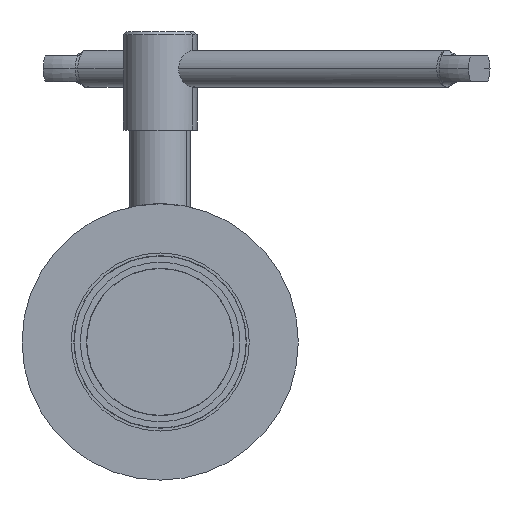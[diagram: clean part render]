
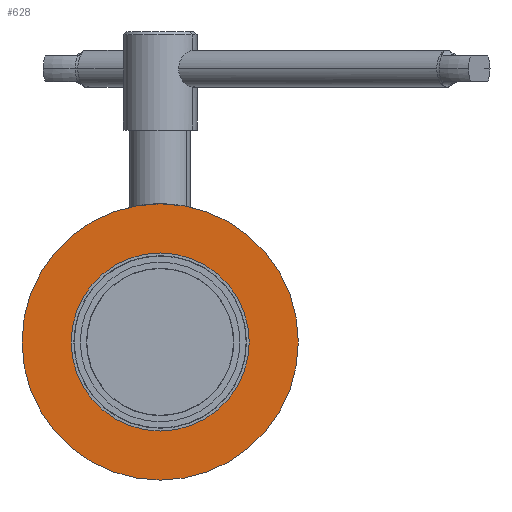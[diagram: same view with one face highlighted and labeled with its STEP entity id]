
A CAD part, front view. The second image highlights one B-rep face of the part: STEP entity #628.
In plain terms, the highlighted planar face has unit normal (0, -1, 0).
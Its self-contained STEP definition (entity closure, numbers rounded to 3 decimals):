
#73 = ORIENTED_EDGE ( 'NONE', *, *, #2371, .F. ) ;
#90 = DIRECTION ( 'NONE',  ( 0., 0., 1. ) ) ;
#327 = CARTESIAN_POINT ( 'NONE',  ( 0., -75., -22.5 ) ) ;
#421 = FACE_OUTER_BOUND ( 'NONE', #1208, .T. ) ;
#423 = AXIS2_PLACEMENT_3D ( 'NONE', #3958, #2388, #90 ) ;
#443 = CARTESIAN_POINT ( 'NONE',  ( 0., -75., 0. ) ) ;
#460 = CARTESIAN_POINT ( 'NONE',  ( 0., -75., -14.5 ) ) ;
#500 = VERTEX_POINT ( 'NONE', #327 ) ;
#519 = ORIENTED_EDGE ( 'NONE', *, *, #3820, .F. ) ;
#628 = ADVANCED_FACE ( 'NONE', ( #2330, #421 ), #786, .F. ) ;
#713 = DIRECTION ( 'NONE',  ( 0., 0., 1. ) ) ;
#786 = PLANE ( 'NONE',  #423 ) ;
#870 = CARTESIAN_POINT ( 'NONE',  ( 0., -75., 0. ) ) ;
#881 = VERTEX_POINT ( 'NONE', #2061 ) ;
#903 = ORIENTED_EDGE ( 'NONE', *, *, #2661, .F. ) ;
#956 = VERTEX_POINT ( 'NONE', #460 ) ;
#1048 = CARTESIAN_POINT ( 'NONE',  ( 0., -75., 0. ) ) ;
#1188 = CIRCLE ( 'NONE', #1331, 14.5 ) ;
#1208 = EDGE_LOOP ( 'NONE', ( #903, #73 ) ) ;
#1331 = AXIS2_PLACEMENT_3D ( 'NONE', #443, #3026, #3692 ) ;
#1482 = ORIENTED_EDGE ( 'NONE', *, *, #1791, .F. ) ;
#1530 = DIRECTION ( 'NONE',  ( 0., 0., 1. ) ) ;
#1554 = AXIS2_PLACEMENT_3D ( 'NONE', #1048, #3292, #713 ) ;
#1748 = CIRCLE ( 'NONE', #1554, 22.5 ) ;
#1791 = EDGE_CURVE ( 'NONE', #881, #956, #1188, .T. ) ;
#2022 = CARTESIAN_POINT ( 'NONE',  ( 0., -75., 0. ) ) ;
#2042 = DIRECTION ( 'NONE',  ( 0., 0., -1. ) ) ;
#2058 = AXIS2_PLACEMENT_3D ( 'NONE', #870, #2215, #1530 ) ;
#2061 = CARTESIAN_POINT ( 'NONE',  ( 0., -75., 14.5 ) ) ;
#2215 = DIRECTION ( 'NONE',  ( 0., 1., 0. ) ) ;
#2329 = DIRECTION ( 'NONE',  ( 0., -1., 0. ) ) ;
#2330 = FACE_BOUND ( 'NONE', #2425, .T. ) ;
#2371 = EDGE_CURVE ( 'NONE', #3796, #500, #1748, .T. ) ;
#2388 = DIRECTION ( 'NONE',  ( 0., 1., 0. ) ) ;
#2393 = CIRCLE ( 'NONE', #2058, 22.5 ) ;
#2417 = CIRCLE ( 'NONE', #3763, 14.5 ) ;
#2425 = EDGE_LOOP ( 'NONE', ( #519, #1482 ) ) ;
#2661 = EDGE_CURVE ( 'NONE', #500, #3796, #2393, .T. ) ;
#2664 = CARTESIAN_POINT ( 'NONE',  ( 0., -75., 22.5 ) ) ;
#3026 = DIRECTION ( 'NONE',  ( 0., -1., 0. ) ) ;
#3292 = DIRECTION ( 'NONE',  ( 0., 1., 0. ) ) ;
#3692 = DIRECTION ( 'NONE',  ( 0., 0., -1. ) ) ;
#3763 = AXIS2_PLACEMENT_3D ( 'NONE', #2022, #2329, #2042 ) ;
#3796 = VERTEX_POINT ( 'NONE', #2664 ) ;
#3820 = EDGE_CURVE ( 'NONE', #956, #881, #2417, .T. ) ;
#3958 = CARTESIAN_POINT ( 'NONE',  ( 0., -75., 0. ) ) ;
